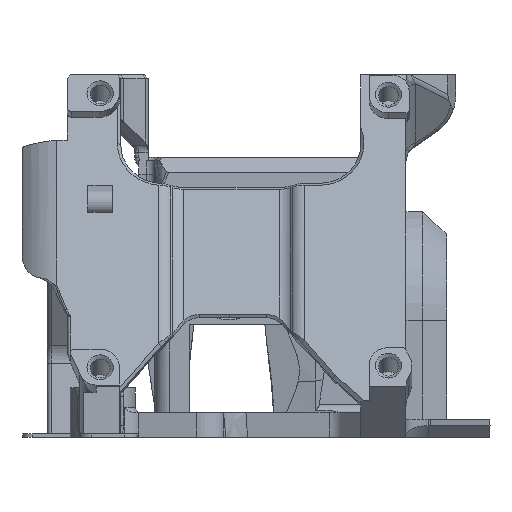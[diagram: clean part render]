
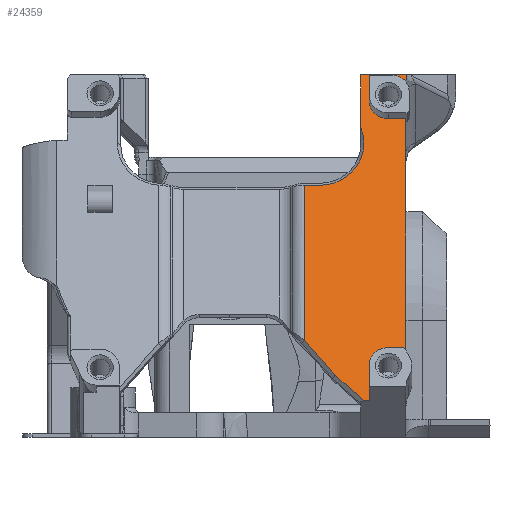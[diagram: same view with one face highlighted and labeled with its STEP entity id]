
A CAD part, left-side view. The second image highlights one B-rep face of the part: STEP entity #24359.
In plain terms, the highlighted planar face has unit normal (-0.94, 0, 0.342).
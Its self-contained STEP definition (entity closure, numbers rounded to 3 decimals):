
#1148=CIRCLE('',#25921,0.5);
#1151=CIRCLE('',#25926,2.35);
#1152=CIRCLE('',#25928,2.);
#1153=CIRCLE('',#25932,2.35);
#1157=CIRCLE('',#25945,2.536);
#1300=CIRCLE('',#26274,5.4);
#2138=B_SPLINE_CURVE_WITH_KNOTS('',3,(#40606,#40607,#40608,#40609),
 .UNSPECIFIED.,.F.,.F.,(4,4),(0.,0.001),
 .UNSPECIFIED.);
#5492=ORIENTED_EDGE('',*,*,#11729,.F.);
#5493=ORIENTED_EDGE('',*,*,#11730,.T.);
#5494=ORIENTED_EDGE('',*,*,#11731,.F.);
#5495=ORIENTED_EDGE('',*,*,#11150,.T.);
#5496=ORIENTED_EDGE('',*,*,#11140,.T.);
#5497=ORIENTED_EDGE('',*,*,#11135,.F.);
#5498=ORIENTED_EDGE('',*,*,#11131,.T.);
#5499=ORIENTED_EDGE('',*,*,#11162,.F.);
#5500=ORIENTED_EDGE('',*,*,#10088,.F.);
#5501=ORIENTED_EDGE('',*,*,#11149,.F.);
#5502=ORIENTED_EDGE('',*,*,#11147,.T.);
#5503=ORIENTED_EDGE('',*,*,#11145,.T.);
#5504=ORIENTED_EDGE('',*,*,#11144,.T.);
#5505=ORIENTED_EDGE('',*,*,#11141,.T.);
#5506=ORIENTED_EDGE('',*,*,#10083,.T.);
#5507=ORIENTED_EDGE('',*,*,#11732,.T.);
#5508=ORIENTED_EDGE('',*,*,#11710,.F.);
#5509=ORIENTED_EDGE('',*,*,#11733,.T.);
#5510=ORIENTED_EDGE('',*,*,#11715,.T.);
#5511=ORIENTED_EDGE('',*,*,#11734,.F.);
#5512=ORIENTED_EDGE('',*,*,#11322,.F.);
#10083=EDGE_CURVE('',#13816,#13815,#16177,.T.);
#10088=EDGE_CURVE('',#13820,#13821,#16181,.T.);
#11131=EDGE_CURVE('',#14547,#14548,#1148,.T.);
#11135=EDGE_CURVE('',#14547,#14551,#16698,.T.);
#11140=EDGE_CURVE('',#14553,#14551,#1151,.T.);
#11141=EDGE_CURVE('',#14555,#13816,#1152,.T.);
#11144=EDGE_CURVE('',#14556,#14555,#16704,.T.);
#11145=EDGE_CURVE('',#14557,#14556,#16705,.T.);
#11147=EDGE_CURVE('',#14558,#14557,#1153,.T.);
#11149=EDGE_CURVE('',#14558,#13820,#16708,.T.);
#11150=EDGE_CURVE('',#14559,#14553,#16709,.T.);
#11162=EDGE_CURVE('',#13821,#14548,#1157,.T.);
#11322=EDGE_CURVE('',#14546,#14653,#16785,.T.);
#11710=EDGE_CURVE('',#14900,#14901,#16973,.T.);
#11715=EDGE_CURVE('',#14906,#14905,#1300,.T.);
#11729=EDGE_CURVE('',#14916,#14546,#16987,.T.);
#11730=EDGE_CURVE('',#14916,#14917,#16988,.T.);
#11731=EDGE_CURVE('',#14559,#14917,#16989,.T.);
#11732=EDGE_CURVE('',#13815,#14901,#2138,.T.);
#11733=EDGE_CURVE('',#14900,#14906,#16990,.T.);
#11734=EDGE_CURVE('',#14653,#14905,#16991,.T.);
#13815=VERTEX_POINT('',#33964);
#13816=VERTEX_POINT('',#33966);
#13820=VERTEX_POINT('',#33979);
#13821=VERTEX_POINT('',#33981);
#14546=VERTEX_POINT('',#37370);
#14547=VERTEX_POINT('',#37388);
#14548=VERTEX_POINT('',#37389);
#14551=VERTEX_POINT('',#37397);
#14553=VERTEX_POINT('',#37403);
#14555=VERTEX_POINT('',#37409);
#14556=VERTEX_POINT('',#37413);
#14557=VERTEX_POINT('',#37417);
#14558=VERTEX_POINT('',#37421);
#14559=VERTEX_POINT('',#37427);
#14653=VERTEX_POINT('',#39005);
#14900=VERTEX_POINT('',#40555);
#14901=VERTEX_POINT('',#40557);
#14905=VERTEX_POINT('',#40569);
#14906=VERTEX_POINT('',#40571);
#14916=VERTEX_POINT('',#40600);
#14917=VERTEX_POINT('',#40604);
#16177=LINE('',#33965,#18111);
#16181=LINE('',#33980,#18115);
#16698=LINE('',#37396,#18632);
#16704=LINE('',#37414,#18638);
#16705=LINE('',#37416,#18639);
#16708=LINE('',#37424,#18642);
#16709=LINE('',#37426,#18643);
#16785=LINE('',#39004,#18719);
#16973=LINE('',#40556,#18907);
#16987=LINE('',#40601,#18921);
#16988=LINE('',#40603,#18922);
#16989=LINE('',#40605,#18923);
#16990=LINE('',#40610,#18924);
#16991=LINE('',#40611,#18925);
#18111=VECTOR('',#27481,1000.);
#18115=VECTOR('',#27485,1000.);
#18632=VECTOR('',#29448,1000.);
#18638=VECTOR('',#29466,1000.);
#18639=VECTOR('',#29469,1000.);
#18642=VECTOR('',#29478,1000.);
#18643=VECTOR('',#29481,1000.);
#18719=VECTOR('',#29787,1000.);
#18907=VECTOR('',#30419,1000.);
#18921=VECTOR('',#30447,1000.);
#18922=VECTOR('',#30450,1000.);
#18923=VECTOR('',#30451,1000.);
#18924=VECTOR('',#30452,1000.);
#18925=VECTOR('',#30453,1000.);
#20730=EDGE_LOOP('',(#5492,#5493,#5494,#5495,#5496,#5497,#5498,#5499,#5500,
#5501,#5502,#5503,#5504,#5505,#5506,#5507,#5508,#5509,#5510,#5511,#5512));
#22268=FACE_BOUND('',#20730,.T.);
#23337=PLANE('',#26279);
#24359=ADVANCED_FACE('',(#22268),#23337,.T.);
#25921=AXIS2_PLACEMENT_3D('',#37387,#29440,#29441);
#25926=AXIS2_PLACEMENT_3D('',#37406,#29456,#29457);
#25928=AXIS2_PLACEMENT_3D('',#37408,#29460,#29461);
#25932=AXIS2_PLACEMENT_3D('',#37420,#29473,#29474);
#25945=AXIS2_PLACEMENT_3D('',#37448,#29507,#29508);
#26274=AXIS2_PLACEMENT_3D('',#40570,#30426,#30427);
#26279=AXIS2_PLACEMENT_3D('',#40602,#30448,#30449);
#27481=DIRECTION('',(0.342,0.,0.94));
#27485=DIRECTION('',(-0.342,0.,-0.94));
#29440=DIRECTION('',(0.94,0.,-0.342));
#29441=DIRECTION('',(0.342,0.,0.94));
#29448=DIRECTION('',(0.,1.,0.));
#29456=DIRECTION('',(0.94,0.,-0.342));
#29457=DIRECTION('',(0.342,0.,0.94));
#29460=DIRECTION('',(0.94,0.,-0.342));
#29461=DIRECTION('',(0.342,0.,0.94));
#29466=DIRECTION('',(0.,-1.,0.));
#29469=DIRECTION('',(0.342,0.,0.94));
#29473=DIRECTION('',(0.94,0.,-0.342));
#29474=DIRECTION('',(0.342,0.,0.94));
#29478=DIRECTION('',(0.,-1.,0.));
#29481=DIRECTION('',(0.342,0.,0.94));
#29507=DIRECTION('',(0.94,0.,-0.342));
#29508=DIRECTION('',(0.342,0.,0.94));
#29787=DIRECTION('',(0.342,0.,0.94));
#30419=DIRECTION('',(0.,-1.,0.));
#30426=DIRECTION('',(0.94,0.,-0.342));
#30427=DIRECTION('',(0.342,0.,0.94));
#30447=DIRECTION('',(0.262,0.643,0.72));
#30448=DIRECTION('',(-0.94,0.,0.342));
#30449=DIRECTION('',(-0.342,0.,-0.94));
#30450=DIRECTION('',(-0.236,-0.725,-0.648));
#30451=DIRECTION('',(0.,1.,0.));
#30452=DIRECTION('',(-0.342,0.,-0.94));
#30453=DIRECTION('',(0.,-1.,0.));
#33964=CARTESIAN_POINT('',(-130.221,6.5,43.264));
#33965=CARTESIAN_POINT('',(-143.233,6.5,7.513));
#33966=CARTESIAN_POINT('',(-130.522,6.5,42.438));
#33979=CARTESIAN_POINT('',(-131.895,6.5,38.664));
#33980=CARTESIAN_POINT('',(-136.618,6.5,25.688));
#33981=CARTESIAN_POINT('',(-142.392,6.5,9.826));
#37370=CARTESIAN_POINT('',(-141.708,18.828,11.704));
#37387=CARTESIAN_POINT('',(-142.43,7.,9.722));
#37388=CARTESIAN_POINT('',(-142.259,7.,10.192));
#37389=CARTESIAN_POINT('',(-142.361,6.543,9.912));
#37396=CARTESIAN_POINT('',(-142.259,6.125,10.192));
#37397=CARTESIAN_POINT('',(-142.259,8.625,10.192));
#37403=CARTESIAN_POINT('',(-143.062,10.975,7.983));
#37406=CARTESIAN_POINT('',(-143.062,8.625,7.983));
#37408=CARTESIAN_POINT('',(-130.921,8.125,41.342));
#37409=CARTESIAN_POINT('',(-130.237,8.125,43.222));
#37413=CARTESIAN_POINT('',(-130.237,10.975,43.222));
#37414=CARTESIAN_POINT('',(-130.237,6.125,43.222));
#37416=CARTESIAN_POINT('',(-123.64,10.975,61.346));
#37417=CARTESIAN_POINT('',(-131.092,10.975,40.873));
#37420=CARTESIAN_POINT('',(-131.092,8.625,40.873));
#37421=CARTESIAN_POINT('',(-131.895,8.625,38.664));
#37424=CARTESIAN_POINT('',(-131.895,6.125,38.664));
#37426=CARTESIAN_POINT('',(-123.64,10.975,61.346));
#37427=CARTESIAN_POINT('',(-144.33,10.975,4.501));
#37448=CARTESIAN_POINT('',(-142.01,4.223,10.875));
#39004=CARTESIAN_POINT('',(-143.25,18.828,7.468));
#39005=CARTESIAN_POINT('',(-134.836,18.828,30.585));
#40555=CARTESIAN_POINT('',(-129.953,12.,44.));
#40556=CARTESIAN_POINT('',(-129.953,4.696,44.));
#40557=CARTESIAN_POINT('',(-129.953,6.466,44.));
#40569=CARTESIAN_POINT('',(-134.836,17.,30.585));
#40570=CARTESIAN_POINT('',(-132.989,17.,35.659));
#40571=CARTESIAN_POINT('',(-132.292,12.,37.576));
#40600=CARTESIAN_POINT('',(-143.22,15.12,7.552));
#40601=CARTESIAN_POINT('',(-140.731,21.225,14.388));
#40602=CARTESIAN_POINT('',(-143.233,43.625,7.513));
#40603=CARTESIAN_POINT('',(-138.358,30.068,20.909));
#40604=CARTESIAN_POINT('',(-144.33,11.706,4.501));
#40605=CARTESIAN_POINT('',(-144.33,43.625,4.501));
#40606=CARTESIAN_POINT('',(-130.221,6.5,43.264));
#40607=CARTESIAN_POINT('',(-130.132,6.5,43.51));
#40608=CARTESIAN_POINT('',(-130.043,6.482,43.755));
#40609=CARTESIAN_POINT('',(-129.953,6.466,44.));
#40610=CARTESIAN_POINT('',(-143.233,12.,7.513));
#40611=CARTESIAN_POINT('',(-134.836,27.711,30.585));
